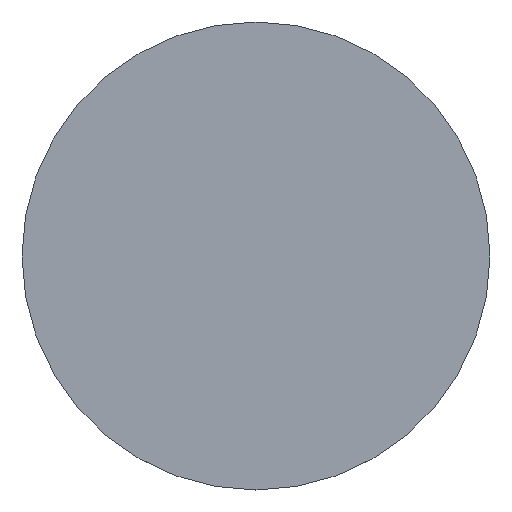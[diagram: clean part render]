
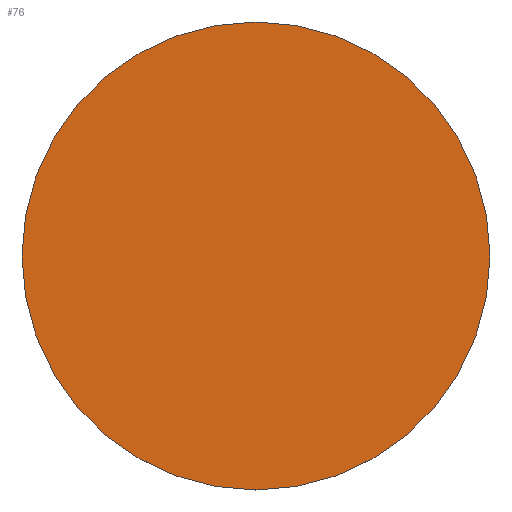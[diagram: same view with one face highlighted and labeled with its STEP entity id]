
A CAD part, top view. The second image highlights one B-rep face of the part: STEP entity #76.
In plain terms, the highlighted planar face has unit normal (0, 0, 1).
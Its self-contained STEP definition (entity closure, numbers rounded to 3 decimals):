
#3 = VERTEX_POINT ( 'NONE', #17 ) ;
#6 = DIRECTION ( 'NONE',  ( 0., 0., 1. ) ) ;
#17 = CARTESIAN_POINT ( 'NONE',  ( 69.85, 0., 0.75 ) ) ;
#25 = DIRECTION ( 'NONE',  ( 0., 0., 1. ) ) ;
#42 = CARTESIAN_POINT ( 'NONE',  ( 0., 0., 0.75 ) ) ;
#62 = AXIS2_PLACEMENT_3D ( 'NONE', #86, #6, #153 ) ;
#76 = ADVANCED_FACE ( 'NONE', ( #91 ), #84, .T. ) ;
#77 = EDGE_LOOP ( 'NONE', ( #116, #83 ) ) ;
#83 = ORIENTED_EDGE ( 'NONE', *, *, #155, .T. ) ;
#84 = PLANE ( 'NONE',  #62 ) ;
#86 = CARTESIAN_POINT ( 'NONE',  ( 0., 0., 0.75 ) ) ;
#87 = CARTESIAN_POINT ( 'NONE',  ( -69.85, 0., 0.75 ) ) ;
#91 = FACE_OUTER_BOUND ( 'NONE', #77, .T. ) ;
#103 = CARTESIAN_POINT ( 'NONE',  ( 0., 0., 0.75 ) ) ;
#108 = DIRECTION ( 'NONE',  ( 1., 0., 0. ) ) ;
#111 = EDGE_CURVE ( 'NONE', #142, #3, #128, .T. ) ;
#112 = DIRECTION ( 'NONE',  ( 1., 0., 0. ) ) ;
#116 = ORIENTED_EDGE ( 'NONE', *, *, #111, .T. ) ;
#120 = AXIS2_PLACEMENT_3D ( 'NONE', #42, #172, #108 ) ;
#128 = CIRCLE ( 'NONE', #120, 69.85 ) ;
#141 = AXIS2_PLACEMENT_3D ( 'NONE', #103, #25, #112 ) ;
#142 = VERTEX_POINT ( 'NONE', #87 ) ;
#153 = DIRECTION ( 'NONE',  ( 1., 0., 0. ) ) ;
#155 = EDGE_CURVE ( 'NONE', #3, #142, #160, .T. ) ;
#160 = CIRCLE ( 'NONE', #141, 69.85 ) ;
#172 = DIRECTION ( 'NONE',  ( 0., 0., 1. ) ) ;
